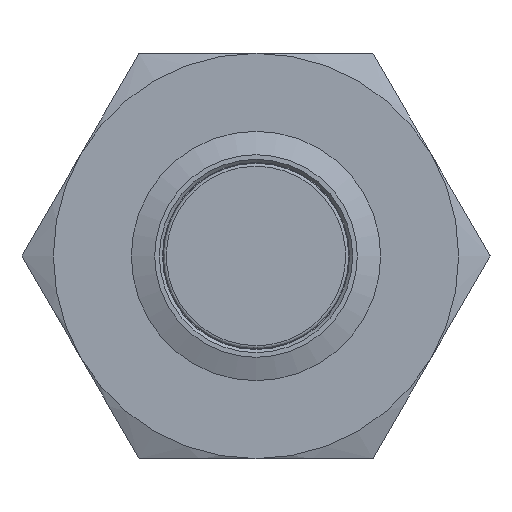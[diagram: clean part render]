
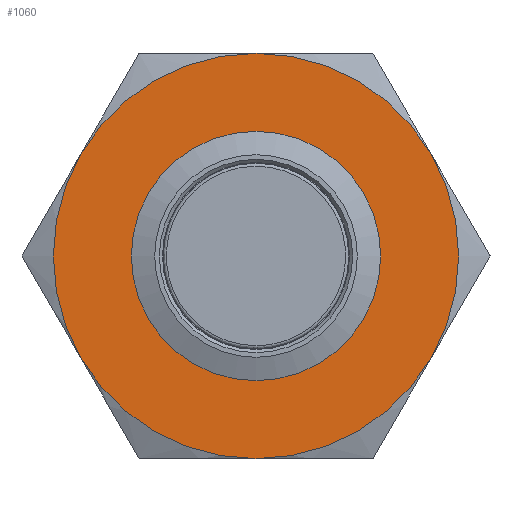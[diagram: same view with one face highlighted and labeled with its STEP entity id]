
A CAD part, left-side view. The second image highlights one B-rep face of the part: STEP entity #1060.
In plain terms, the highlighted planar face has unit normal (-1, 0, 0).
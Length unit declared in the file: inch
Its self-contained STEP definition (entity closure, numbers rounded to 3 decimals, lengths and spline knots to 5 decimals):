
#31 = CARTESIAN_POINT ( 'NONE',  ( 0.3937, 0.22162, 0.12795 ) ) ;
#152 = DIRECTION ( 'NONE',  ( 0., 0., -1. ) ) ;
#156 = CARTESIAN_POINT ( 'NONE',  ( 0.3937, 0.22162, -0.12795 ) ) ;
#170 = ORIENTED_EDGE ( 'NONE', *, *, #441, .F. ) ;
#228 = DIRECTION ( 'NONE',  ( 1., 0., 0. ) ) ;
#235 = CARTESIAN_POINT ( 'NONE',  ( 0.3937, 0., 0. ) ) ;
#252 = DIRECTION ( 'NONE',  ( 1., 0., 0. ) ) ;
#292 = DIRECTION ( 'NONE',  ( 0., 0., -1. ) ) ;
#346 = ORIENTED_EDGE ( 'NONE', *, *, #491, .F. ) ;
#430 = AXIS2_PLACEMENT_3D ( 'NONE', #235, #1770, #2025 ) ;
#441 = EDGE_CURVE ( 'NONE', #932, #1024, #1839, .T. ) ;
#459 = EDGE_CURVE ( 'NONE', #1928, #2116, #1242, .T. ) ;
#491 = EDGE_CURVE ( 'NONE', #1788, #1928, #686, .T. ) ;
#583 = VERTEX_POINT ( 'NONE', #2237 ) ;
#594 = CARTESIAN_POINT ( 'NONE',  ( 0.3937, 0., 0. ) ) ;
#686 = CIRCLE ( 'NONE', #1164, 0.25591 ) ;
#736 = DIRECTION ( 'NONE',  ( 0., 0., -1. ) ) ;
#758 = AXIS2_PLACEMENT_3D ( 'NONE', #594, #228, #2170 ) ;
#833 = AXIS2_PLACEMENT_3D ( 'NONE', #2199, #1287, #1824 ) ;
#844 = EDGE_LOOP ( 'NONE', ( #1710, #1458, #1840, #346, #1214, #170 ) ) ;
#847 = DIRECTION ( 'NONE',  ( 1., 0., 0. ) ) ;
#913 = PLANE ( 'NONE',  #1121 ) ;
#932 = VERTEX_POINT ( 'NONE', #156 ) ;
#954 = DIRECTION ( 'NONE',  ( 0., 0., -1. ) ) ;
#964 = CARTESIAN_POINT ( 'NONE',  ( 0.3937, 0., 0. ) ) ;
#1001 = ORIENTED_EDGE ( 'NONE', *, *, #1746, .F. ) ;
#1024 = VERTEX_POINT ( 'NONE', #31 ) ;
#1060 = ADVANCED_FACE ( 'NONE', ( #2017, #2192 ), #913, .F. ) ;
#1078 = EDGE_CURVE ( 'NONE', #583, #932, #1954, .T. ) ;
#1113 = CARTESIAN_POINT ( 'NONE',  ( 0.3937, 0., 0. ) ) ;
#1121 = AXIS2_PLACEMENT_3D ( 'NONE', #1113, #1622, #736 ) ;
#1164 = AXIS2_PLACEMENT_3D ( 'NONE', #1183, #847, #292 ) ;
#1183 = CARTESIAN_POINT ( 'NONE',  ( 0.3937, 0., 0. ) ) ;
#1184 = CARTESIAN_POINT ( 'NONE',  ( 0.3937, 0., 0.15748 ) ) ;
#1202 = DIRECTION ( 'NONE',  ( 1., 0., 0. ) ) ;
#1214 = ORIENTED_EDGE ( 'NONE', *, *, #1328, .F. ) ;
#1235 = CIRCLE ( 'NONE', #1912, 0.15748 ) ;
#1242 = CIRCLE ( 'NONE', #430, 0.25591 ) ;
#1283 = CARTESIAN_POINT ( 'NONE',  ( 0.3937, -0.22162, -0.12795 ) ) ;
#1287 = DIRECTION ( 'NONE',  ( 1., 0., 0. ) ) ;
#1328 = EDGE_CURVE ( 'NONE', #1024, #1788, #1467, .T. ) ;
#1458 = ORIENTED_EDGE ( 'NONE', *, *, #2070, .F. ) ;
#1467 = CIRCLE ( 'NONE', #1951, 0.25591 ) ;
#1523 = DIRECTION ( 'NONE',  ( 0., 0., 1. ) ) ;
#1622 = DIRECTION ( 'NONE',  ( 1., 0., 0. ) ) ;
#1633 = CARTESIAN_POINT ( 'NONE',  ( 0.3937, 0., 0.25591 ) ) ;
#1676 = DIRECTION ( 'NONE',  ( -1., 0., 0. ) ) ;
#1699 = VERTEX_POINT ( 'NONE', #1184 ) ;
#1710 = ORIENTED_EDGE ( 'NONE', *, *, #1078, .F. ) ;
#1746 = EDGE_CURVE ( 'NONE', #1699, #1699, #1235, .T. ) ;
#1770 = DIRECTION ( 'NONE',  ( 1., 0., 0. ) ) ;
#1788 = VERTEX_POINT ( 'NONE', #1633 ) ;
#1823 = EDGE_LOOP ( 'NONE', ( #1001 ) ) ;
#1824 = DIRECTION ( 'NONE',  ( 0., 0., -1. ) ) ;
#1838 = AXIS2_PLACEMENT_3D ( 'NONE', #1848, #252, #954 ) ;
#1839 = CIRCLE ( 'NONE', #833, 0.25591 ) ;
#1840 = ORIENTED_EDGE ( 'NONE', *, *, #459, .F. ) ;
#1848 = CARTESIAN_POINT ( 'NONE',  ( 0.3937, 0., 0. ) ) ;
#1912 = AXIS2_PLACEMENT_3D ( 'NONE', #964, #1676, #1523 ) ;
#1928 = VERTEX_POINT ( 'NONE', #2294 ) ;
#1951 = AXIS2_PLACEMENT_3D ( 'NONE', #2069, #1202, #152 ) ;
#1954 = CIRCLE ( 'NONE', #758, 0.25591 ) ;
#2017 = FACE_BOUND ( 'NONE', #1823, .T. ) ;
#2025 = DIRECTION ( 'NONE',  ( 0., 0., -1. ) ) ;
#2069 = CARTESIAN_POINT ( 'NONE',  ( 0.3937, 0., 0. ) ) ;
#2070 = EDGE_CURVE ( 'NONE', #2116, #583, #2177, .T. ) ;
#2116 = VERTEX_POINT ( 'NONE', #1283 ) ;
#2170 = DIRECTION ( 'NONE',  ( 0., 0., -1. ) ) ;
#2177 = CIRCLE ( 'NONE', #1838, 0.25591 ) ;
#2192 = FACE_OUTER_BOUND ( 'NONE', #844, .T. ) ;
#2199 = CARTESIAN_POINT ( 'NONE',  ( 0.3937, 0., 0. ) ) ;
#2237 = CARTESIAN_POINT ( 'NONE',  ( 0.3937, 0., -0.25591 ) ) ;
#2294 = CARTESIAN_POINT ( 'NONE',  ( 0.3937, -0.22162, 0.12795 ) ) ;
